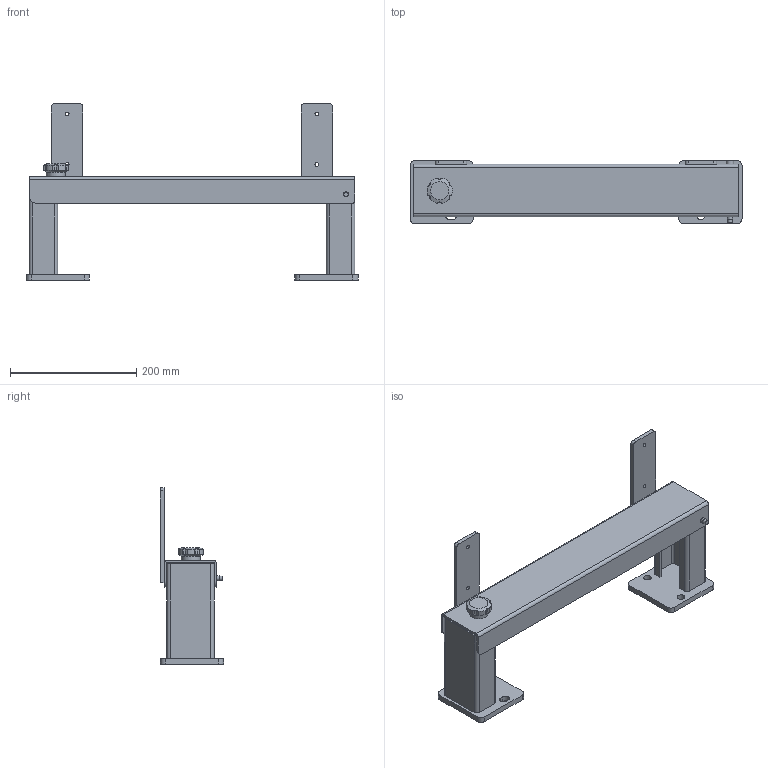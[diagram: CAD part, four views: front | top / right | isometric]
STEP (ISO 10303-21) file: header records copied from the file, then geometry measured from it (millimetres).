
FILE_DESCRIPTION (( 'STEP AP203' ), '1' );
FILE_NAME ('EWR12S03-旋轉操作台.STEP', '2023-10-02T07:10:49', ( '' ), ( '' ), 'SwSTEP 2.0', 'SolidWorks 2018', '' );
FILE_SCHEMA (( 'CONFIG_CONTROL_DESIGN' ));
Length unit declared in the file: millimetre
Products named in the file (1): EWR12S03-旋轉操作台
Bounding box: 525 x 100 x 279 mm (x, y, z)
Volume: 683071.8 mm3; surface area: 357615.1 mm2
Topology: 3 solids, 3 shells, 164 faces, 448 edges, 298 vertices
Faces by surface type: cylinder 83, plane 79, cone 2
Full cylindrical faces by diameter (mm): 6 x4, 7 x1, 8 x5, 10 x1, 11.5 x1, 12 x2, 30 x1
Entity records: 5562 total; most frequent: CARTESIAN_POINT 1336, DIRECTION 851, ORIENTED_EDGE 848, EDGE_CURVE 424, AXIS2_PLACEMENT_3D 298, VERTEX_POINT 291, LINE 255, VECTOR 255
